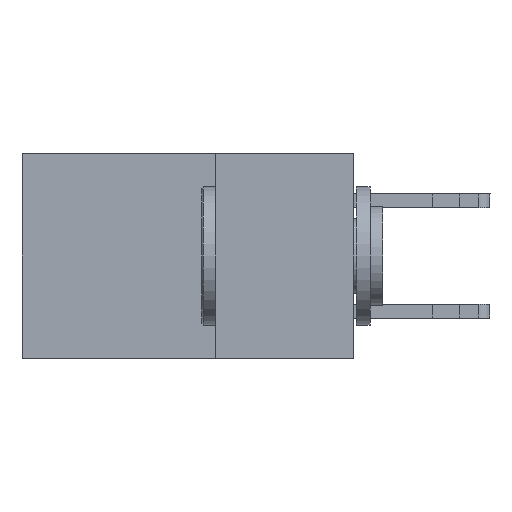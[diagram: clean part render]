
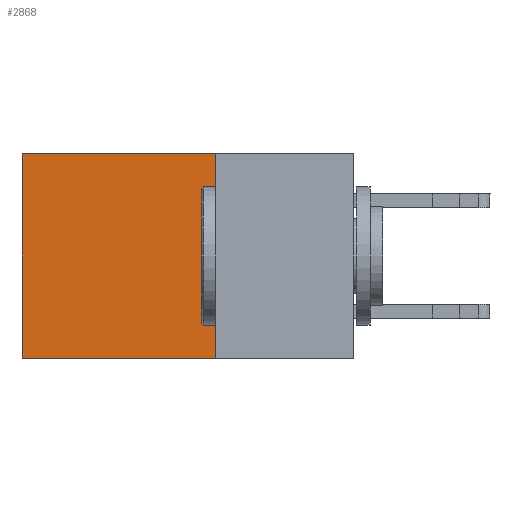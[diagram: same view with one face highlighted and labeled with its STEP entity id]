
A CAD part, left-side view. The second image highlights one B-rep face of the part: STEP entity #2868.
In plain terms, the highlighted planar face has unit normal (-1, 0, 0).
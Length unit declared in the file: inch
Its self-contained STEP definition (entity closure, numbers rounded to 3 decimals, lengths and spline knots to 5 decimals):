
#295 = DIRECTION ( 'NONE',  ( 1., 0., 0. ) ) ;
#425 = VERTEX_POINT ( 'NONE', #12065 ) ;
#786 = EDGE_LOOP ( 'NONE', ( #4006, #15579, #9010, #10230 ) ) ;
#1029 = LINE ( 'NONE', #10391, #11481 ) ;
#1314 = VECTOR ( 'NONE', #15517, 39.37008 ) ;
#2868 = ADVANCED_FACE ( 'NONE', ( #4336 ), #14433, .F. ) ;
#3987 = AXIS2_PLACEMENT_3D ( 'NONE', #6574, #295, #9118 ) ;
#4006 = ORIENTED_EDGE ( 'NONE', *, *, #14630, .T. ) ;
#4336 = FACE_OUTER_BOUND ( 'NONE', #786, .T. ) ;
#5115 = VERTEX_POINT ( 'NONE', #15169 ) ;
#5276 = DIRECTION ( 'NONE',  ( 0., 1., 0. ) ) ;
#5568 = VECTOR ( 'NONE', #6967, 39.37008 ) ;
#6131 = LINE ( 'NONE', #16591, #10365 ) ;
#6574 = CARTESIAN_POINT ( 'NONE',  ( 0.2875, 0.25, 0. ) ) ;
#6967 = DIRECTION ( 'NONE',  ( 0., 0., -1. ) ) ;
#7187 = EDGE_CURVE ( 'NONE', #425, #5115, #10002, .T. ) ;
#9010 = ORIENTED_EDGE ( 'NONE', *, *, #7187, .F. ) ;
#9118 = DIRECTION ( 'NONE',  ( 0., 0., -1. ) ) ;
#9562 = LINE ( 'NONE', #14440, #1314 ) ;
#10002 = LINE ( 'NONE', #14029, #5568 ) ;
#10137 = EDGE_CURVE ( 'NONE', #425, #10997, #1029, .T. ) ;
#10230 = ORIENTED_EDGE ( 'NONE', *, *, #10137, .T. ) ;
#10265 = DIRECTION ( 'NONE',  ( 0., 1., 0. ) ) ;
#10307 = VERTEX_POINT ( 'NONE', #14471 ) ;
#10365 = VECTOR ( 'NONE', #10265, 39.37008 ) ;
#10391 = CARTESIAN_POINT ( 'NONE',  ( 0.2875, 0.25, 0. ) ) ;
#10997 = VERTEX_POINT ( 'NONE', #12837 ) ;
#11481 = VECTOR ( 'NONE', #5276, 39.37008 ) ;
#12065 = CARTESIAN_POINT ( 'NONE',  ( 0.2875, 0.25, 0. ) ) ;
#12837 = CARTESIAN_POINT ( 'NONE',  ( 0.2875, 0.6, 0. ) ) ;
#14029 = CARTESIAN_POINT ( 'NONE',  ( 0.2875, 0.25, 0. ) ) ;
#14433 = PLANE ( 'NONE',  #3987 ) ;
#14440 = CARTESIAN_POINT ( 'NONE',  ( 0.2875, 0.6, 0. ) ) ;
#14471 = CARTESIAN_POINT ( 'NONE',  ( 0.2875, 0.6, -0.37 ) ) ;
#14525 = EDGE_CURVE ( 'NONE', #5115, #10307, #6131, .T. ) ;
#14630 = EDGE_CURVE ( 'NONE', #10997, #10307, #9562, .T. ) ;
#15169 = CARTESIAN_POINT ( 'NONE',  ( 0.2875, 0.25, -0.37 ) ) ;
#15517 = DIRECTION ( 'NONE',  ( 0., 0., -1. ) ) ;
#15579 = ORIENTED_EDGE ( 'NONE', *, *, #14525, .F. ) ;
#16591 = CARTESIAN_POINT ( 'NONE',  ( 0.2875, 0.25, -0.37 ) ) ;
